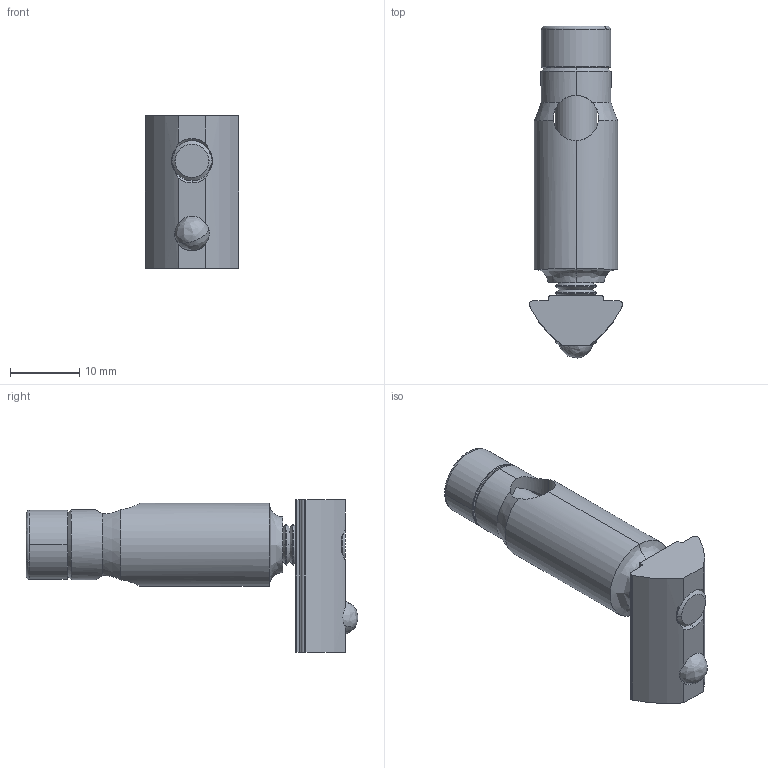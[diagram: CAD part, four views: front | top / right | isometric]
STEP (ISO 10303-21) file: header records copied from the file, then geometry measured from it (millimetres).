
FILE_DESCRIPTION (( 'STEP AP214' ), '1' );
FILE_NAME ('099G081.STEP', '2015-06-01T14:45:34', ( 'Not-Admin' ), ( 'Hewlett-Packard Company' ), 'SwSTEP 2.0', 'SolidWorks 2014', '' );
FILE_SCHEMA (( 'AUTOMOTIVE_DESIGN' ));
Length unit declared in the file: millimetre
Products named in the file (1): 099G081
Bounding box: 13.5 x 47.79 x 22 mm (x, y, z)
Volume: 4836.9 mm3; surface area: 4165.6 mm2
Topology: 4 solids, 4 shells, 218 faces, 551 edges, 337 vertices
Faces by surface type: cone 75, bspline 68, plane 48, cylinder 27
Entity records: 10083 total; most frequent: CARTESIAN_POINT 2464, DIRECTION 1141, ORIENTED_EDGE 1094, EDGE_CURVE 547, AXIS2_PLACEMENT_3D 476, VERTEX_POINT 337, CIRCLE 325, EDGE_LOOP 226
